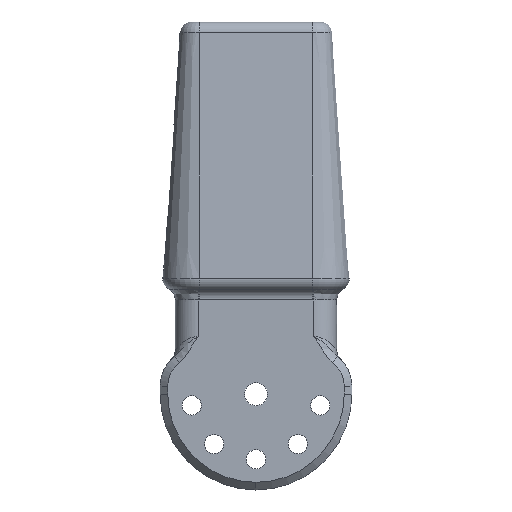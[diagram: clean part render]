
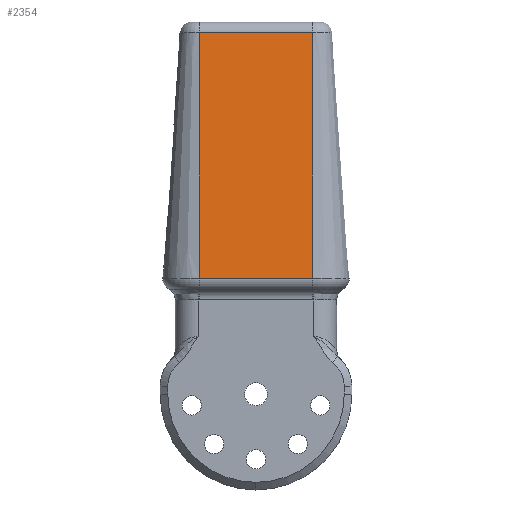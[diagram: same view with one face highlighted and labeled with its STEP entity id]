
A CAD part, left-side view. The second image highlights one B-rep face of the part: STEP entity #2354.
In plain terms, the highlighted planar face has unit normal (-0.998, 0, 0.07).
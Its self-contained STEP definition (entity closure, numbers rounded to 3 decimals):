
#273 = EDGE_CURVE ( 'NONE', #1502, #3248, #1689, .T. ) ;
#341 = EDGE_LOOP ( 'NONE', ( #1871, #628, #1300, #1440 ) ) ;
#628 = ORIENTED_EDGE ( 'NONE', *, *, #1480, .T. ) ;
#723 = CARTESIAN_POINT ( 'NONE',  ( -9.526, 0., 3.209 ) ) ;
#770 = DIRECTION ( 'NONE',  ( 0.07, 0., 0.998 ) ) ;
#928 = EDGE_CURVE ( 'NONE', #2535, #1502, #3003, .T. ) ;
#950 = VECTOR ( 'NONE', #2316, 1000. ) ;
#1014 = DIRECTION ( 'NONE',  ( -0.07, 0., -0.998 ) ) ;
#1199 = DIRECTION ( 'NONE',  ( -0.07, 0., -0.998 ) ) ;
#1300 = ORIENTED_EDGE ( 'NONE', *, *, #928, .T. ) ;
#1303 = PLANE ( 'NONE',  #3541 ) ;
#1440 = ORIENTED_EDGE ( 'NONE', *, *, #273, .T. ) ;
#1476 = VERTEX_POINT ( 'NONE', #2678 ) ;
#1480 = EDGE_CURVE ( 'NONE', #1476, #2535, #2604, .T. ) ;
#1502 = VERTEX_POINT ( 'NONE', #2312 ) ;
#1579 = LINE ( 'NONE', #1837, #3530 ) ;
#1689 = LINE ( 'NONE', #1783, #950 ) ;
#1783 = CARTESIAN_POINT ( 'NONE',  ( -9.526, 0., 3.209 ) ) ;
#1837 = CARTESIAN_POINT ( 'NONE',  ( -9.75, 0., 0. ) ) ;
#1871 = ORIENTED_EDGE ( 'NONE', *, *, #3525, .F. ) ;
#1875 = CARTESIAN_POINT ( 'NONE',  ( -9.75, 0., 0. ) ) ;
#2027 = CARTESIAN_POINT ( 'NONE',  ( -9.75, 29.5, 0. ) ) ;
#2124 = FACE_OUTER_BOUND ( 'NONE', #341, .T. ) ;
#2203 = CARTESIAN_POINT ( 'NONE',  ( -5.05, 29.5, 67.209 ) ) ;
#2312 = CARTESIAN_POINT ( 'NONE',  ( -9.526, 29.5, 3.209 ) ) ;
#2316 = DIRECTION ( 'NONE',  ( 0., -1., 0. ) ) ;
#2354 = ADVANCED_FACE ( 'NONE', ( #2124 ), #1303, .T. ) ;
#2440 = DIRECTION ( 'NONE',  ( -0.998, 0., 0.07 ) ) ;
#2533 = CARTESIAN_POINT ( 'NONE',  ( -5.05, 29.5, 67.209 ) ) ;
#2535 = VERTEX_POINT ( 'NONE', #2533 ) ;
#2604 = LINE ( 'NONE', #2203, #2692 ) ;
#2649 = VECTOR ( 'NONE', #1199, 1000. ) ;
#2678 = CARTESIAN_POINT ( 'NONE',  ( -5.05, 0., 67.209 ) ) ;
#2692 = VECTOR ( 'NONE', #2721, 1000. ) ;
#2721 = DIRECTION ( 'NONE',  ( 0., 1., 0. ) ) ;
#3003 = LINE ( 'NONE', #2027, #2649 ) ;
#3248 = VERTEX_POINT ( 'NONE', #723 ) ;
#3525 = EDGE_CURVE ( 'NONE', #1476, #3248, #1579, .T. ) ;
#3530 = VECTOR ( 'NONE', #1014, 1000. ) ;
#3541 = AXIS2_PLACEMENT_3D ( 'NONE', #1875, #2440, #770 ) ;
